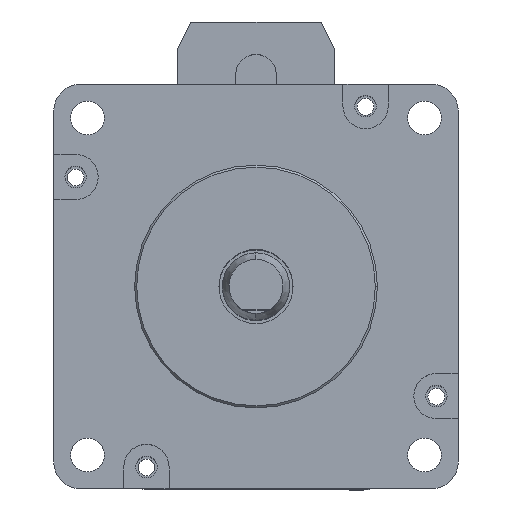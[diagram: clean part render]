
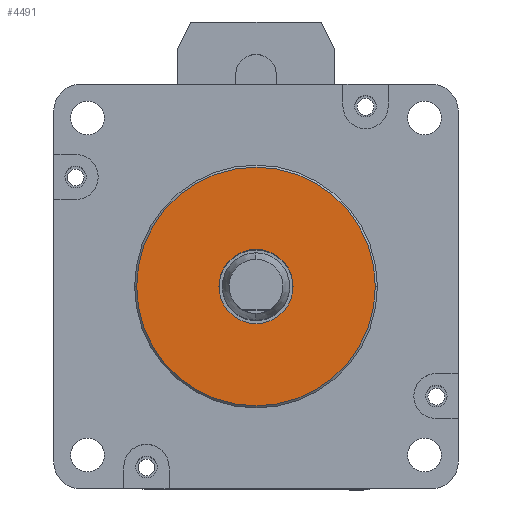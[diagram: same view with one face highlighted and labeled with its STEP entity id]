
A CAD part, top view. The second image highlights one B-rep face of the part: STEP entity #4491.
In plain terms, the highlighted planar face has unit normal (0, 0, 1).
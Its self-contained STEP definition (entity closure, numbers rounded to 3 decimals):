
#170 = VERTEX_POINT ( 'NONE', #7281 ) ;
#1340 = DIRECTION ( 'NONE',  ( 1., 0., 0. ) ) ;
#1695 = CARTESIAN_POINT ( 'NONE',  ( 0., 0., 13.5 ) ) ;
#1738 = DIRECTION ( 'NONE',  ( 0., 0., 1. ) ) ;
#2206 = AXIS2_PLACEMENT_3D ( 'NONE', #15196, #11026, #8242 ) ;
#2824 = DIRECTION ( 'NONE',  ( 0., 0., 1. ) ) ;
#2890 = VERTEX_POINT ( 'NONE', #7846 ) ;
#3832 = AXIS2_PLACEMENT_3D ( 'NONE', #4043, #2824, #1340 ) ;
#4032 = DIRECTION ( 'NONE',  ( 0., 0., 1. ) ) ;
#4043 = CARTESIAN_POINT ( 'NONE',  ( 0., 0., 13.5 ) ) ;
#4134 = PLANE ( 'NONE',  #3832 ) ;
#4206 = DIRECTION ( 'NONE',  ( 0., 0., 1. ) ) ;
#4293 = AXIS2_PLACEMENT_3D ( 'NONE', #16744, #4032, #15441 ) ;
#4491 = ADVANCED_FACE ( 'NONE', ( #6832, #16754 ), #4134, .T. ) ;
#4636 = CARTESIAN_POINT ( 'NONE',  ( -5.5, 0., 13.5 ) ) ;
#5422 = CIRCLE ( 'NONE', #7781, 17.7 ) ;
#6113 = DIRECTION ( 'NONE',  ( 1., 0., 0. ) ) ;
#6530 = AXIS2_PLACEMENT_3D ( 'NONE', #1695, #4206, #14236 ) ;
#6647 = VERTEX_POINT ( 'NONE', #14901 ) ;
#6832 = FACE_OUTER_BOUND ( 'NONE', #11251, .T. ) ;
#7281 = CARTESIAN_POINT ( 'NONE',  ( -17.7, 0., 13.5 ) ) ;
#7781 = AXIS2_PLACEMENT_3D ( 'NONE', #10110, #1738, #6113 ) ;
#7846 = CARTESIAN_POINT ( 'NONE',  ( 5.5, 0., 13.5 ) ) ;
#8242 = DIRECTION ( 'NONE',  ( 1., 0., 0. ) ) ;
#8451 = CIRCLE ( 'NONE', #2206, 5.5 ) ;
#9139 = EDGE_CURVE ( 'NONE', #6647, #170, #13330, .T. ) ;
#9236 = ORIENTED_EDGE ( 'NONE', *, *, #12117, .F. ) ;
#9526 = EDGE_LOOP ( 'NONE', ( #9236, #17696 ) ) ;
#10110 = CARTESIAN_POINT ( 'NONE',  ( 0., 0., 13.5 ) ) ;
#10135 = EDGE_CURVE ( 'NONE', #170, #6647, #5422, .T. ) ;
#11026 = DIRECTION ( 'NONE',  ( 0., 0., 1. ) ) ;
#11251 = EDGE_LOOP ( 'NONE', ( #13554, #16426 ) ) ;
#11294 = VERTEX_POINT ( 'NONE', #4636 ) ;
#12117 = EDGE_CURVE ( 'NONE', #2890, #11294, #15247, .T. ) ;
#13330 = CIRCLE ( 'NONE', #6530, 17.7 ) ;
#13554 = ORIENTED_EDGE ( 'NONE', *, *, #10135, .T. ) ;
#14236 = DIRECTION ( 'NONE',  ( 1., 0., 0. ) ) ;
#14901 = CARTESIAN_POINT ( 'NONE',  ( 17.7, 0., 13.5 ) ) ;
#15196 = CARTESIAN_POINT ( 'NONE',  ( 0., 0., 13.5 ) ) ;
#15247 = CIRCLE ( 'NONE', #4293, 5.5 ) ;
#15441 = DIRECTION ( 'NONE',  ( 1., 0., 0. ) ) ;
#16205 = EDGE_CURVE ( 'NONE', #11294, #2890, #8451, .T. ) ;
#16426 = ORIENTED_EDGE ( 'NONE', *, *, #9139, .T. ) ;
#16744 = CARTESIAN_POINT ( 'NONE',  ( 0., 0., 13.5 ) ) ;
#16754 = FACE_BOUND ( 'NONE', #9526, .T. ) ;
#17696 = ORIENTED_EDGE ( 'NONE', *, *, #16205, .F. ) ;
